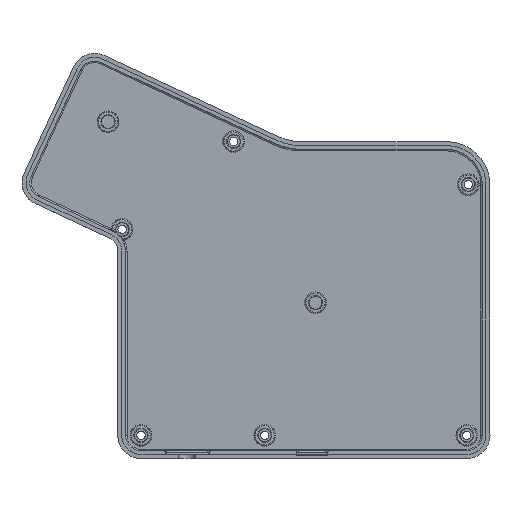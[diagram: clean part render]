
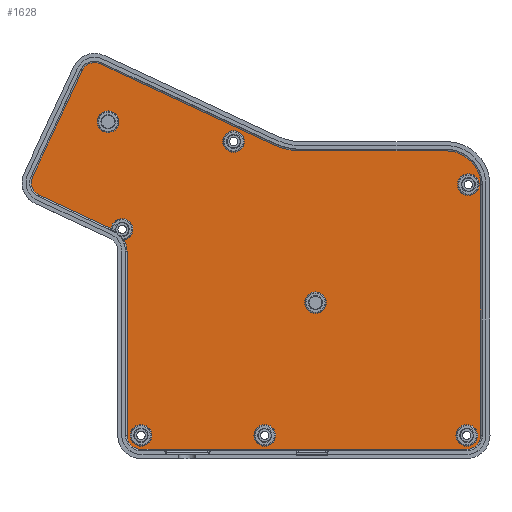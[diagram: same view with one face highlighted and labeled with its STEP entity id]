
A CAD part, top view. The second image highlights one B-rep face of the part: STEP entity #1628.
In plain terms, the highlighted planar face has unit normal (0, 0, 1).
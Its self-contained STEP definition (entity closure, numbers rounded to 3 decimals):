
#1628=ADVANCED_FACE('',(#3478,#3480,#3482,#3484,#3486,#3488,#3490,#3492),#3494,.F.);
#3478=FACE_BOUND('',#3479,.T.);
#3479=EDGE_LOOP('',(#4631,#4632,#4633,#4634,#4635,#4636,#4637,#4638,#4639,#4640,
#4641,#4642,#4643,#4644,#4645,#4646,#4647));
#3480=FACE_BOUND('',#3481,.T.);
#3481=EDGE_LOOP('',(#4648));
#3482=FACE_BOUND('',#3483,.T.);
#3483=EDGE_LOOP('',(#4649));
#3484=FACE_BOUND('',#3485,.T.);
#3485=EDGE_LOOP('',(#4650));
#3486=FACE_BOUND('',#3487,.T.);
#3487=EDGE_LOOP('',(#4651));
#3488=FACE_BOUND('',#3489,.T.);
#3489=EDGE_LOOP('',(#4652));
#3490=FACE_BOUND('',#3491,.T.);
#3491=EDGE_LOOP('',(#4653));
#3492=FACE_BOUND('',#3493,.T.);
#3493=EDGE_LOOP('',(#4654));
#3494=PLANE('',#3495);
#3495=AXIS2_PLACEMENT_3D('',#3496,#3497,#3498);
#3496=CARTESIAN_POINT('',(-62.103,-82.893,-6.473));
#3497=DIRECTION('',(0.,0.,-1.));
#3498=DIRECTION('',(1.,0.,0.));
#4631=ORIENTED_EDGE('',*,*,#5108,.F.);
#4632=ORIENTED_EDGE('',*,*,#5106,.F.);
#4633=ORIENTED_EDGE('',*,*,#5104,.F.);
#4634=ORIENTED_EDGE('',*,*,#5150,.F.);
#4635=ORIENTED_EDGE('',*,*,#5148,.F.);
#4636=ORIENTED_EDGE('',*,*,#5146,.F.);
#4637=ORIENTED_EDGE('',*,*,#5144,.F.);
#4638=ORIENTED_EDGE('',*,*,#5142,.F.);
#4639=ORIENTED_EDGE('',*,*,#5140,.F.);
#4640=ORIENTED_EDGE('',*,*,#5138,.F.);
#4641=ORIENTED_EDGE('',*,*,#5136,.F.);
#4642=ORIENTED_EDGE('',*,*,#5134,.F.);
#4643=ORIENTED_EDGE('',*,*,#5132,.F.);
#4644=ORIENTED_EDGE('',*,*,#5130,.F.);
#4645=ORIENTED_EDGE('',*,*,#5128,.F.);
#4646=ORIENTED_EDGE('',*,*,#5158,.F.);
#4647=ORIENTED_EDGE('',*,*,#5119,.F.);
#4648=ORIENTED_EDGE('',*,*,#5159,.F.);
#4649=ORIENTED_EDGE('',*,*,#5160,.F.);
#4650=ORIENTED_EDGE('',*,*,#5161,.F.);
#4651=ORIENTED_EDGE('',*,*,#5162,.F.);
#4652=ORIENTED_EDGE('',*,*,#5163,.F.);
#4653=ORIENTED_EDGE('',*,*,#5164,.F.);
#4654=ORIENTED_EDGE('',*,*,#5165,.F.);
#5104=EDGE_CURVE('',#5779,#5781,#5782,.T.);
#5106=EDGE_CURVE('',#5781,#5784,#5785,.T.);
#5108=EDGE_CURVE('',#5784,#5787,#5788,.T.);
#5119=EDGE_CURVE('',#5787,#5805,#5806,.T.);
#5128=EDGE_CURVE('',#5817,#5819,#5820,.T.);
#5130=EDGE_CURVE('',#5819,#5822,#5823,.T.);
#5132=EDGE_CURVE('',#5822,#5825,#5826,.T.);
#5134=EDGE_CURVE('',#5825,#5828,#5829,.T.);
#5136=EDGE_CURVE('',#5828,#5831,#5832,.T.);
#5138=EDGE_CURVE('',#5831,#5834,#5835,.T.);
#5140=EDGE_CURVE('',#5834,#5837,#5838,.T.);
#5142=EDGE_CURVE('',#5837,#5840,#5841,.T.);
#5144=EDGE_CURVE('',#5840,#5843,#5844,.T.);
#5146=EDGE_CURVE('',#5843,#5846,#5847,.T.);
#5148=EDGE_CURVE('',#5846,#5849,#5850,.T.);
#5150=EDGE_CURVE('',#5849,#5779,#5852,.T.);
#5158=EDGE_CURVE('',#5805,#5817,#5866,.T.);
#5159=EDGE_CURVE('',#5867,#5867,#5868,.T.);
#5160=EDGE_CURVE('',#5869,#5869,#5870,.T.);
#5161=EDGE_CURVE('',#5871,#5871,#5872,.T.);
#5162=EDGE_CURVE('',#5873,#5873,#5874,.T.);
#5163=EDGE_CURVE('',#5875,#5875,#5876,.T.);
#5164=EDGE_CURVE('',#5877,#5877,#5878,.T.);
#5165=EDGE_CURVE('',#5879,#5879,#5880,.T.);
#5779=VERTEX_POINT('',#7548);
#5781=VERTEX_POINT('',#7553);
#5782=LINE('',#7554,#7555);
#5784=VERTEX_POINT('',#7561);
#5785=CIRCLE('',#7562,5.715);
#5787=VERTEX_POINT('',#7570);
#5788=LINE('',#7571,#7572);
#5805=VERTEX_POINT('',#7658);
#5806=CIRCLE('',#7659,9.652);
#5817=VERTEX_POINT('',#7710);
#5819=VERTEX_POINT('',#7723);
#5820=LINE('',#7724,#7725);
#5822=VERTEX_POINT('',#7731);
#5823=CIRCLE('',#7732,5.588);
#5825=VERTEX_POINT('',#7740);
#5826=LINE('',#7741,#7742);
#5828=VERTEX_POINT('',#7748);
#5829=CIRCLE('',#7749,5.588);
#5831=VERTEX_POINT('',#7757);
#5832=LINE('',#7758,#7759);
#5834=VERTEX_POINT('',#7765);
#5835=CIRCLE('',#7766,27.432);
#5837=VERTEX_POINT('',#7774);
#5838=LINE('',#7775,#7776);
#5840=VERTEX_POINT('',#7782);
#5841=CIRCLE('',#7783,13.208);
#5843=VERTEX_POINT('',#7791);
#5844=LINE('',#7792,#7793);
#5846=VERTEX_POINT('',#7799);
#5847=CIRCLE('',#7800,13.208);
#5849=VERTEX_POINT('',#7808);
#5850=LINE('',#7809,#7810);
#5852=CIRCLE('',#7816,5.715);
#5866=CIRCLE('',#7854,4.445);
#5867=VERTEX_POINT('',#7858);
#5868=CIRCLE('',#7859,4.445);
#5869=VERTEX_POINT('',#7863);
#5870=CIRCLE('',#7864,4.445);
#5871=VERTEX_POINT('',#7868);
#5872=CIRCLE('',#7869,4.445);
#5873=VERTEX_POINT('',#7873);
#5874=CIRCLE('',#7874,4.445);
#5875=VERTEX_POINT('',#7878);
#5876=CIRCLE('',#7879,4.445);
#5877=VERTEX_POINT('',#7883);
#5878=CIRCLE('',#7884,4.445);
#5879=VERTEX_POINT('',#7888);
#5880=CIRCLE('',#7889,4.445);
#7548=CARTESIAN_POINT('',(71.628,-114.008,-6.473));
#7553=CARTESIAN_POINT('',(-62.103,-114.008,-6.473));
#7554=CARTESIAN_POINT('',(71.628,-114.008,-6.473));
#7555=VECTOR('',#7556,1.);
#7556=DIRECTION('',(-1.,0.,0.));
#7561=CARTESIAN_POINT('',(-67.818,-108.293,-6.473));
#7562=AXIS2_PLACEMENT_3D('',#7563,#7564,#7565);
#7563=CARTESIAN_POINT('',(-62.103,-108.293,-6.473));
#7564=DIRECTION('',(0.,0.,-1.));
#7565=DIRECTION('',(0.,-1.,0.));
#7570=CARTESIAN_POINT('',(-67.818,-32.679,-6.473));
#7571=CARTESIAN_POINT('',(-67.818,-108.293,-6.473));
#7572=VECTOR('',#7573,1.);
#7573=DIRECTION('',(0.,1.,0.));
#7658=CARTESIAN_POINT('',(-68.971,-28.103,-6.473));
#7659=AXIS2_PLACEMENT_3D('',#7660,#7661,#7662);
#7660=CARTESIAN_POINT('',(-77.47,-32.679,-6.473));
#7661=DIRECTION('',(0.,0.,1.));
#7662=DIRECTION('',(1.,0.,0.));
#7710=CARTESIAN_POINT('',(-74.289,-23.512,-6.473));
#7723=CARTESIAN_POINT('',(-103.926,-9.692,-6.473));
#7724=CARTESIAN_POINT('',(-74.289,-23.512,-6.473));
#7725=VECTOR('',#7726,1.);
#7726=DIRECTION('',(-0.906,0.423,0.));
#7731=CARTESIAN_POINT('',(-106.629,-2.266,-6.473));
#7732=AXIS2_PLACEMENT_3D('',#7733,#7734,#7735);
#7733=CARTESIAN_POINT('',(-101.564,-4.628,-6.473));
#7734=DIRECTION('',(0.,0.,-1.));
#7735=DIRECTION('',(-0.423,-0.906,0.));
#7740=CARTESIAN_POINT('',(-86.233,41.472,-6.473));
#7741=CARTESIAN_POINT('',(-106.629,-2.266,-6.473));
#7742=VECTOR('',#7743,1.);
#7743=DIRECTION('',(0.423,0.906,0.));
#7748=CARTESIAN_POINT('',(-78.807,44.175,-6.473));
#7749=AXIS2_PLACEMENT_3D('',#7750,#7751,#7752);
#7750=CARTESIAN_POINT('',(-81.169,39.111,-6.473));
#7751=DIRECTION('',(0.,0.,-1.));
#7752=DIRECTION('',(-0.906,0.423,0.));
#7757=CARTESIAN_POINT('',(-7.669,11.003,-6.473));
#7758=CARTESIAN_POINT('',(-78.807,44.175,-6.473));
#7759=VECTOR('',#7760,1.);
#7760=DIRECTION('',(0.906,-0.423,0.));
#7765=CARTESIAN_POINT('',(3.924,8.433,-6.473));
#7766=AXIS2_PLACEMENT_3D('',#7767,#7768,#7769);
#7767=CARTESIAN_POINT('',(3.924,35.865,-6.473));
#7768=DIRECTION('',(0.,0.,1.));
#7769=DIRECTION('',(-0.423,-0.906,0.));
#7774=CARTESIAN_POINT('',(63.537,8.433,-6.473));
#7775=CARTESIAN_POINT('',(3.924,8.433,-6.473));
#7776=VECTOR('',#7777,1.);
#7777=DIRECTION('',(1.,0.,0.));
#7782=CARTESIAN_POINT('',(72.877,4.564,-6.473));
#7783=AXIS2_PLACEMENT_3D('',#7784,#7785,#7786);
#7784=CARTESIAN_POINT('',(63.537,-4.775,-6.473));
#7785=DIRECTION('',(0.,0.,-1.));
#7786=DIRECTION('',(0.,1.,0.));
#7791=CARTESIAN_POINT('',(73.474,3.967,-6.473));
#7792=CARTESIAN_POINT('',(72.877,4.564,-6.473));
#7793=VECTOR('',#7794,1.);
#7794=DIRECTION('',(0.707,-0.707,0.));
#7799=CARTESIAN_POINT('',(77.343,-5.373,-6.473));
#7800=AXIS2_PLACEMENT_3D('',#7801,#7802,#7803);
#7801=CARTESIAN_POINT('',(64.135,-5.373,-6.473));
#7802=DIRECTION('',(0.,0.,-1.));
#7803=DIRECTION('',(0.707,0.707,0.));
#7808=CARTESIAN_POINT('',(77.343,-108.293,-6.473));
#7809=CARTESIAN_POINT('',(77.343,-5.373,-6.473));
#7810=VECTOR('',#7811,1.);
#7811=DIRECTION('',(0.,-1.,0.));
#7816=AXIS2_PLACEMENT_3D('',#7817,#7818,#7819);
#7817=CARTESIAN_POINT('',(71.628,-108.293,-6.473));
#7818=DIRECTION('',(0.,0.,-1.));
#7819=DIRECTION('',(1.,0.,0.));
#7854=AXIS2_PLACEMENT_3D('',#7855,#7856,#7857);
#7855=CARTESIAN_POINT('',(-69.85,-23.746,-6.473));
#7856=DIRECTION('',(0.,0.,1.));
#7857=DIRECTION('',(0.198,-0.98,0.));
#7858=CARTESIAN_POINT('',(-19.63,12.347,-6.472));
#7859=AXIS2_PLACEMENT_3D('',#7860,#7861,#7862);
#7860=CARTESIAN_POINT('',(-24.075,12.347,-6.473));
#7861=DIRECTION('',(0.,0.,1.));
#7862=DIRECTION('',(1.,0.,0.));
#7863=CARTESIAN_POINT('',(-71.178,20.41,-6.472));
#7864=AXIS2_PLACEMENT_3D('',#7865,#7866,#7867);
#7865=CARTESIAN_POINT('',(-75.623,20.41,-6.473));
#7866=DIRECTION('',(0.,0.,1.));
#7867=DIRECTION('',(1.,0.,0.));
#7868=CARTESIAN_POINT('',(-57.658,-108.293,-6.472));
#7869=AXIS2_PLACEMENT_3D('',#7870,#7871,#7872);
#7870=CARTESIAN_POINT('',(-62.103,-108.293,-6.473));
#7871=DIRECTION('',(0.,0.,1.));
#7872=DIRECTION('',(1.,0.,0.));
#7873=CARTESIAN_POINT('',(-6.858,-108.293,-6.472));
#7874=AXIS2_PLACEMENT_3D('',#7875,#7876,#7877);
#7875=CARTESIAN_POINT('',(-11.303,-108.293,-6.473));
#7876=DIRECTION('',(0.,0.,1.));
#7877=DIRECTION('',(1.,0.,0.));
#7878=CARTESIAN_POINT('',(76.073,-108.293,-6.472));
#7879=AXIS2_PLACEMENT_3D('',#7880,#7881,#7882);
#7880=CARTESIAN_POINT('',(71.628,-108.293,-6.473));
#7881=DIRECTION('',(0.,0.,1.));
#7882=DIRECTION('',(1.,0.,0.));
#7883=CARTESIAN_POINT('',(76.319,-3.554,-6.472));
#7884=AXIS2_PLACEMENT_3D('',#7885,#7886,#7887);
#7885=CARTESIAN_POINT('',(72.263,-5.373,-6.473));
#7886=DIRECTION('',(0.,0.,1.));
#7887=DIRECTION('',(0.912,0.409,0.));
#7888=CARTESIAN_POINT('',(13.97,-53.829,-6.473));
#7889=AXIS2_PLACEMENT_3D('',#7890,#7891,#7892);
#7890=CARTESIAN_POINT('',(9.525,-53.829,-6.473));
#7891=DIRECTION('',(0.,0.,1.));
#7892=DIRECTION('',(1.,0.,0.));
